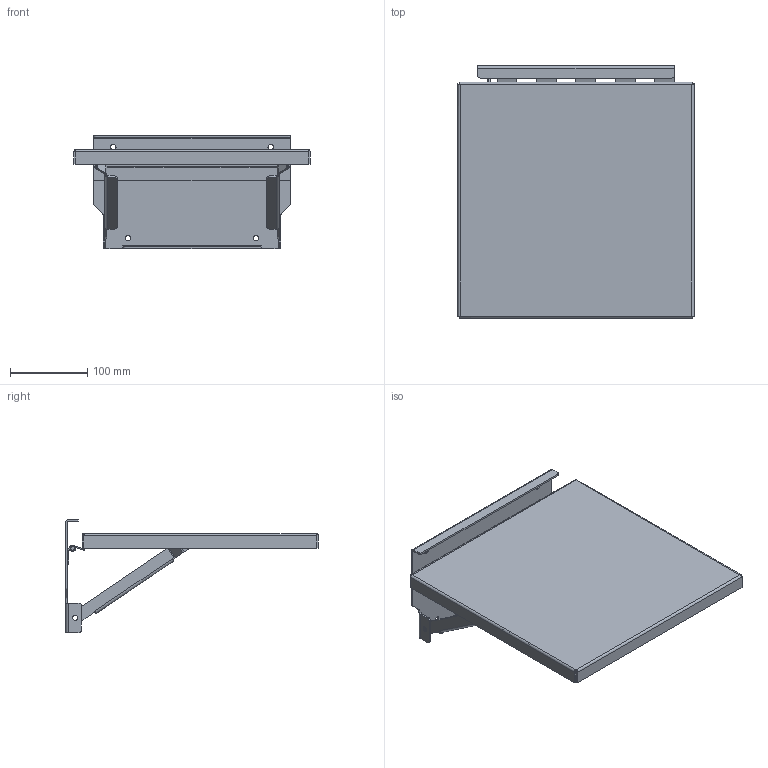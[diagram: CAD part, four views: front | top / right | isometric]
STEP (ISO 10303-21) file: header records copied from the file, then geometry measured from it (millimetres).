
FILE_DESCRIPTION (( 'STEP AP203' ), '1' );
FILE_NAME ('FDS1212LG.step', '2020-11-12T18:55:41', ( 'ADC123' ), ( 'Microsoft' ), 'SwSTEP 2.0', 'SolidWorks 2019', '' );
FILE_SCHEMA (( 'CONFIG_CONTROL_DESIGN' ));
Length unit declared in the file: inch
Products named in the file (1): FDS1212LG
Bounding box: 304.8 x 325.91 x 146.05 mm (x, y, z)
Volume: 369193.1 mm3; surface area: 383806.5 mm2
Topology: 15 solids, 15 shells, 345 faces, 885 edges, 572 vertices
Faces by surface type: plane 218, cylinder 115, bspline 12
Full cylindrical faces by diameter (mm): 4.75 x6, 5.08 x5, 6.35 x2, 6.528 x4, 6.604 x2, 6.731 x8, 7.137 x4, 12.954 x2
Entity records: 11585 total; most frequent: CARTESIAN_POINT 3154, ORIENTED_EDGE 1704, DIRECTION 1680, EDGE_CURVE 852, VERTEX_POINT 572, LINE 568, VECTOR 568, AXIS2_PLACEMENT_3D 556
